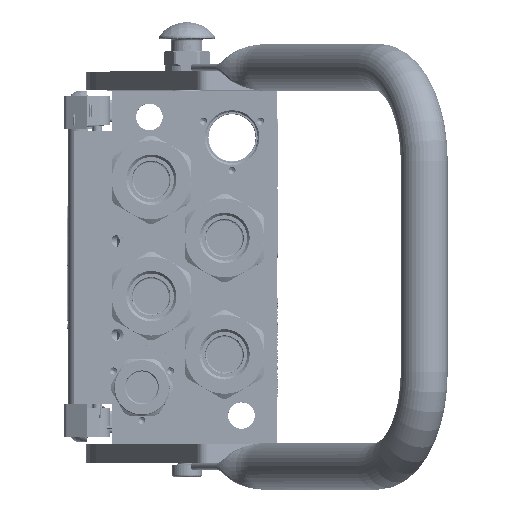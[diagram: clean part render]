
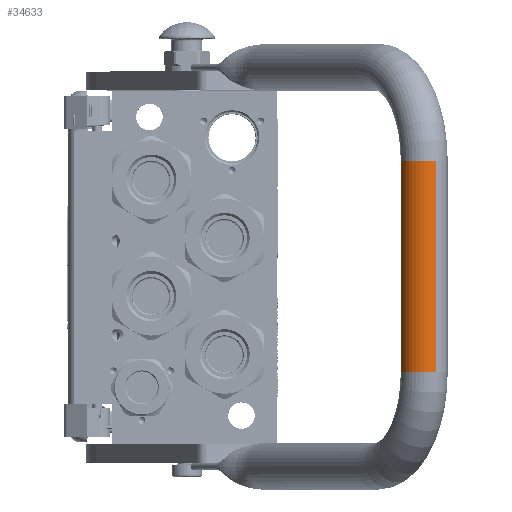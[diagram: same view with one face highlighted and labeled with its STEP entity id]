
A CAD part, top view. The second image highlights one B-rep face of the part: STEP entity #34633.
In plain terms, the highlighted cylindrical face has radius 12.5 mm (diameter 25 mm), a partial arc.
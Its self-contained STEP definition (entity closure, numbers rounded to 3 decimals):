
#3669 = DIRECTION ( 'NONE',  ( 1., 0., 0. ) ) ;
#8057 = EDGE_CURVE ( 'NONE', #171590, #173580, #118800, .T. ) ;
#11018 = EDGE_CURVE ( 'NONE', #173580, #107283, #115758, .T. ) ;
#22163 = VERTEX_POINT ( 'NONE', #115987 ) ;
#27449 = DIRECTION ( 'NONE',  ( 1., 0., 0. ) ) ;
#34633 = ADVANCED_FACE ( 'NONE', ( #60595 ), #164321, .T. ) ;
#41021 = CARTESIAN_POINT ( 'NONE',  ( -56.25, 0., 180. ) ) ;
#50767 = DIRECTION ( 'NONE',  ( 1., 0., 0. ) ) ;
#54437 = VECTOR ( 'NONE', #68208, 1000. ) ;
#58261 = CARTESIAN_POINT ( 'NONE',  ( -56.25, 0., 180. ) ) ;
#59859 = CARTESIAN_POINT ( 'NONE',  ( -56.25, 0., 167.5 ) ) ;
#60595 = FACE_OUTER_BOUND ( 'NONE', #120401, .T. ) ;
#61203 = AXIS2_PLACEMENT_3D ( 'NONE', #65462, #50767, #160739 ) ;
#61354 = ORIENTED_EDGE ( 'NONE', *, *, #109121, .F. ) ;
#65462 = CARTESIAN_POINT ( 'NONE',  ( 56.25, 0., 167.5 ) ) ;
#68208 = DIRECTION ( 'NONE',  ( 1., 0., 0. ) ) ;
#91774 = DIRECTION ( 'NONE',  ( -1., 0., 0. ) ) ;
#92932 = CARTESIAN_POINT ( 'NONE',  ( -56.25, 0., 167.5 ) ) ;
#95878 = EDGE_CURVE ( 'NONE', #22163, #107283, #159113, .T. ) ;
#106511 = DIRECTION ( 'NONE',  ( 0., 0., -1. ) ) ;
#107283 = VERTEX_POINT ( 'NONE', #132680 ) ;
#107902 = CARTESIAN_POINT ( 'NONE',  ( -56.25, 0., 155. ) ) ;
#109121 = EDGE_CURVE ( 'NONE', #171590, #22163, #151522, .T. ) ;
#113642 = ORIENTED_EDGE ( 'NONE', *, *, #8057, .T. ) ;
#115588 = VECTOR ( 'NONE', #27449, 1000. ) ;
#115758 = LINE ( 'NONE', #107902, #54437 ) ;
#115987 = CARTESIAN_POINT ( 'NONE',  ( 56.25, 0., 180. ) ) ;
#118800 = CIRCLE ( 'NONE', #172495, 12.5 ) ;
#120401 = EDGE_LOOP ( 'NONE', ( #139957, #139172, #61354, #113642 ) ) ;
#121138 = AXIS2_PLACEMENT_3D ( 'NONE', #92932, #91774, #106511 ) ;
#132680 = CARTESIAN_POINT ( 'NONE',  ( 56.25, 0., 155. ) ) ;
#139172 = ORIENTED_EDGE ( 'NONE', *, *, #95878, .F. ) ;
#139957 = ORIENTED_EDGE ( 'NONE', *, *, #11018, .T. ) ;
#151522 = LINE ( 'NONE', #41021, #115588 ) ;
#154519 = DIRECTION ( 'NONE',  ( 0., 0., 1. ) ) ;
#155052 = CARTESIAN_POINT ( 'NONE',  ( -56.25, 0., 155. ) ) ;
#159113 = CIRCLE ( 'NONE', #61203, 12.5 ) ;
#160739 = DIRECTION ( 'NONE',  ( 0., 0., 1. ) ) ;
#164321 = CYLINDRICAL_SURFACE ( 'NONE', #121138, 12.5 ) ;
#171590 = VERTEX_POINT ( 'NONE', #58261 ) ;
#172495 = AXIS2_PLACEMENT_3D ( 'NONE', #59859, #3669, #154519 ) ;
#173580 = VERTEX_POINT ( 'NONE', #155052 ) ;
